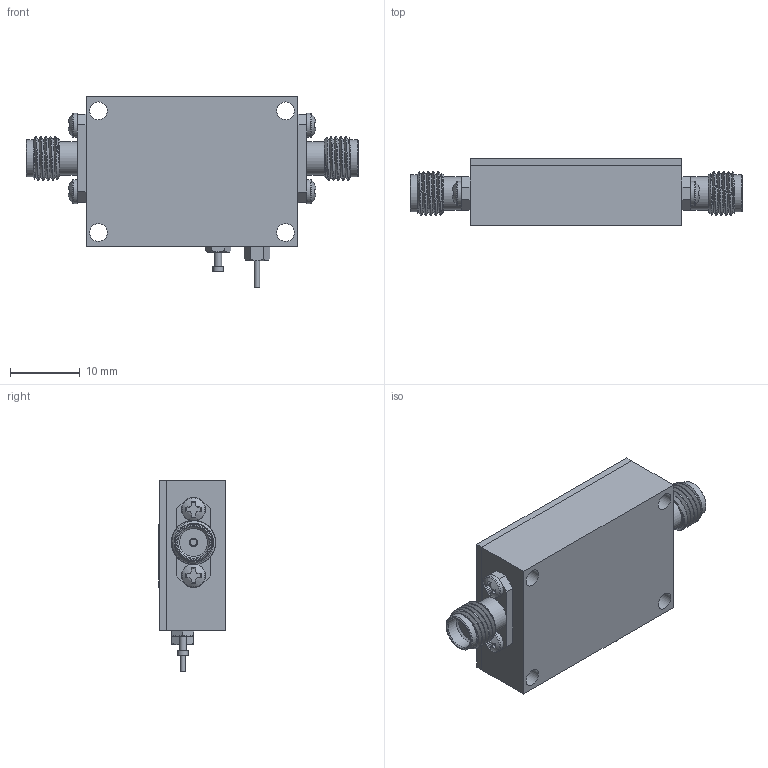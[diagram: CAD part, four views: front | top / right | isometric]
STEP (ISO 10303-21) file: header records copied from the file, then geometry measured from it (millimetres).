
FILE_DESCRIPTION (( 'STEP AP203' ), '1' );
FILE_NAME ('PE15A8001 ¦ FMAM8001.step', '2020-03-10T15:35:37', ( '' ), ( '' ), 'SwSTEP 2.0', 'SolidWorks 2018', '' );
FILE_SCHEMA (( 'CONFIG_CONTROL_DESIGN' ));
Length unit declared in the file: inch
Products named in the file (1): PE15A8001 ｦ FMAM8001
Bounding box: 47.75 x 9.58 x 27.43 mm (x, y, z)
Volume: 6542.8 mm3; surface area: 3501.1 mm2
Topology: 5 solids, 5 shells, 431 faces, 1096 edges, 722 vertices
Faces by surface type: plane 289, bspline 72, cone 38, cylinder 32
Full cylindrical faces by diameter (mm): 0.508 x3, 0.762 x1, 0.94 x4, 1.016 x1, 1.194 x2, 1.524 x1, 1.854 x4, 2.54 x4, 3.454 x4, 4.521 x2, 4.826 x2, 5.334 x2
Entity records: 17857 total; most frequent: CARTESIAN_POINT 8276, ORIENTED_EDGE 2068, DIRECTION 1622, EDGE_CURVE 1034, VERTEX_POINT 702, LINE 646, VECTOR 646, EDGE_LOOP 528
